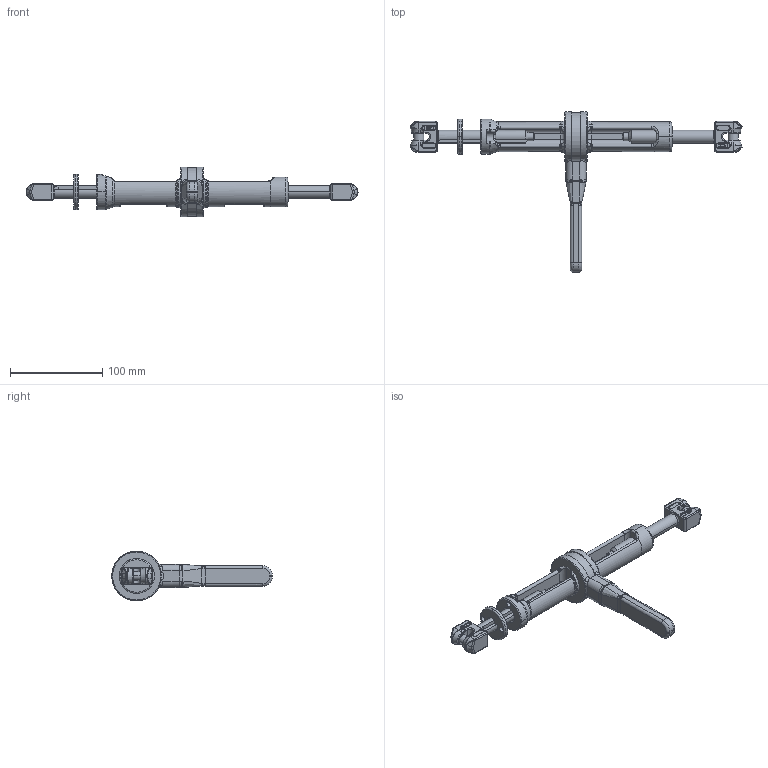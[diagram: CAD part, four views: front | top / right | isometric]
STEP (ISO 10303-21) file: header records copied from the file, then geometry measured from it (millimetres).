
FILE_DESCRIPTION((''),'2;1');
FILE_NAME('001-M34538-P-1_ASM','2013-10-07T',('Andreas.Wendler'),(''),'PRO/ENGINEER BY PARAMETRIC TECHNOLOGY CORPORATION, 2010140','PRO/ENGINEER BY PARAMETRIC TECHNOLOGY CORPORATION, 2010140','');
FILE_SCHEMA(('CONFIG_CONTROL_DESIGN'));
Length unit declared in the file: millimetre
Products named in the file (6): 001-M34530-P-1; 001-M34531-P-2; 001-M34532-P-1; 001-M34533-P-1; 001-M34536-P-1; 001-M34538-P-1_ASM
Assembly tree (5 placements, depth 2):
  001-M34538-P-1_ASM
    001-M34530-P-1
    001-M34531-P-2
    001-M34532-P-1
    001-M34533-P-1
    001-M34536-P-1
Bounding box: 359 x 173.5 x 54 mm (x, y, z)
Volume: 237042.2 mm3; surface area: 67892.1 mm2
Topology: 5 solids, 5 shells, 1104 faces, 2856 edges, 1796 vertices
Faces by surface type: plane 634, cylinder 182, bspline 129, torus 112, sphere 22, cone 21, extrusion 4
Entity records: 38833 total; most frequent: CARTESIAN_POINT 12344, ORIENTED_EDGE 5712, DIRECTION 5189, EDGE_CURVE 2856, VECTOR 1915, LINE 1911, VERTEX_POINT 1796, AXIS2_PLACEMENT_3D 1637
